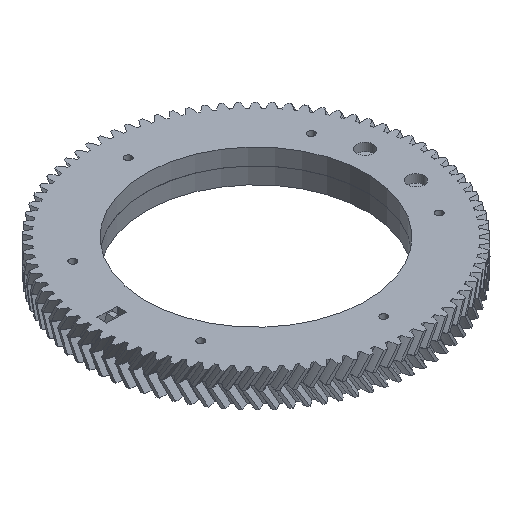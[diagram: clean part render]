
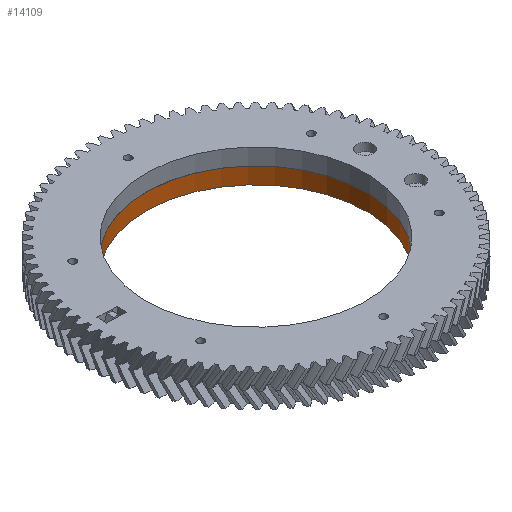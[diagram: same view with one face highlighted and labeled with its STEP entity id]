
A CAD part, isometric view. The second image highlights one B-rep face of the part: STEP entity #14109.
In plain terms, the highlighted cylindrical face has radius 67.5 mm (diameter 135 mm), a full revolution.
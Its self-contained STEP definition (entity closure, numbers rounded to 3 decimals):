
#3519=FACE_OUTER_BOUND('',#4321,.T.);
#4321=EDGE_LOOP('',(#11760,#11761,#11762,#11763));
#4790=LINE('',#27216,#4903);
#4903=VECTOR('',#16190,67.5);
#5194=CIRCLE('',#14911,67.5);
#5219=CIRCLE('',#14954,67.5);
#6431=VERTEX_POINT('',#27146);
#6451=VERTEX_POINT('',#27215);
#8310=EDGE_CURVE('',#6431,#6431,#5194,.T.);
#8341=EDGE_CURVE('',#6431,#6451,#4790,.T.);
#8342=EDGE_CURVE('',#6451,#6451,#5219,.T.);
#11760=ORIENTED_EDGE('',*,*,#8310,.T.);
#11761=ORIENTED_EDGE('',*,*,#8341,.T.);
#11762=ORIENTED_EDGE('',*,*,#8342,.T.);
#11763=ORIENTED_EDGE('',*,*,#8341,.F.);
#13606=CYLINDRICAL_SURFACE('',#14953,67.5);
#14109=ADVANCED_FACE('',(#3519),#13606,.F.);
#14911=AXIS2_PLACEMENT_3D('',#27147,#16098,#16099);
#14953=AXIS2_PLACEMENT_3D('',#27214,#16188,#16189);
#14954=AXIS2_PLACEMENT_3D('',#27217,#16191,#16192);
#16098=DIRECTION('center_axis',(0.,0.,
-1.));
#16099=DIRECTION('ref_axis',(-0.999,0.034,0.));
#16188=DIRECTION('center_axis',(0.,0.,
-1.));
#16189=DIRECTION('ref_axis',(-0.999,0.034,0.));
#16190=DIRECTION('',(0.,0.,1.));
#16191=DIRECTION('center_axis',(0.,0.,
1.));
#16192=DIRECTION('ref_axis',(-0.999,0.034,0.));
#27146=CARTESIAN_POINT('',(49.061,108.448,-13.359));
#27147=CARTESIAN_POINT('Origin',(-18.4,110.752,-13.359));
#27214=CARTESIAN_POINT('Origin',(-18.4,110.752,-13.359));
#27215=CARTESIAN_POINT('',(49.061,108.448,-3.359));
#27216=CARTESIAN_POINT('',(49.061,108.448,-13.359));
#27217=CARTESIAN_POINT('Origin',(-18.4,110.752,-3.359));
